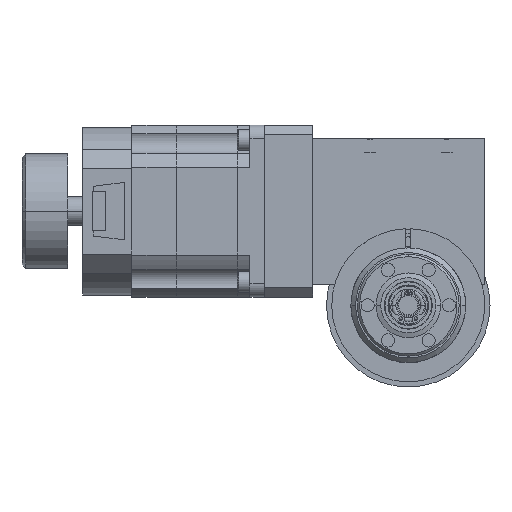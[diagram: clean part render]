
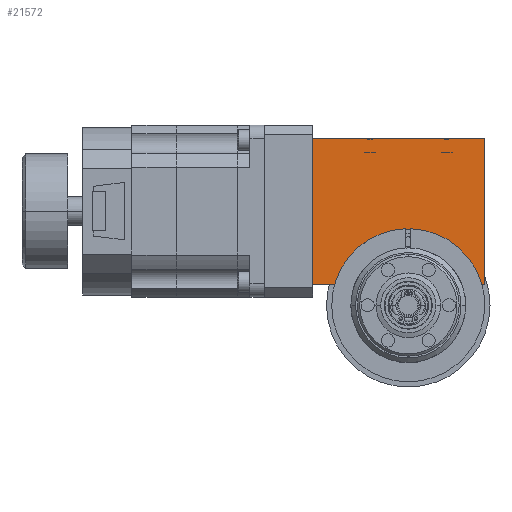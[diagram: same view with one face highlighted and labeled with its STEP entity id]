
A CAD part, front view. The second image highlights one B-rep face of the part: STEP entity #21572.
In plain terms, the highlighted planar face has unit normal (0, -1, 0).
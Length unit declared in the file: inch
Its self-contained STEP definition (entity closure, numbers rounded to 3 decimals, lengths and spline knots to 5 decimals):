
#372 = CARTESIAN_POINT ( 'NONE',  ( 0.95738, 4.677, 0.271 ) ) ;
#373 = DIRECTION ( 'NONE',  ( -1., 0., 0. ) ) ;
#4915 = AXIS2_PLACEMENT_3D ( 'NONE', #17591, #17624, #17625 ) ;
#5792 = ORIENTED_EDGE ( 'NONE', *, *, #8733, .F. ) ;
#5952 = ORIENTED_EDGE ( 'NONE', *, *, #7936, .F. ) ;
#6632 = CARTESIAN_POINT ( 'NONE',  ( 1., 4.677, 2.181 ) ) ;
#6634 = DIRECTION ( 'NONE',  ( 0., 0., -1. ) ) ;
#7299 = EDGE_CURVE ( 'NONE', #18343, #26866, #23936, .T. ) ;
#7358 = AXIS2_PLACEMENT_3D ( 'NONE', #28081, #12281, #12282 ) ;
#7497 = EDGE_CURVE ( 'NONE', #26966, #18343, #24024, .T. ) ;
#7936 = EDGE_CURVE ( 'NONE', #26791, #26798, #22390, .T. ) ;
#8033 = EDGE_CURVE ( 'NONE', #26866, #26791, #22457, .T. ) ;
#8733 = EDGE_CURVE ( 'NONE', #26798, #27328, #22839, .T. ) ;
#10214 = CARTESIAN_POINT ( 'NONE',  ( -1.25, 4.677, 2.181 ) ) ;
#10223 = CARTESIAN_POINT ( 'NONE',  ( 1., 4.677, 2.181 ) ) ;
#10290 = CARTESIAN_POINT ( 'NONE',  ( -1.25, 4.677, 0.271 ) ) ;
#10390 = CARTESIAN_POINT ( 'NONE',  ( 0.95738, 4.677, 0.271 ) ) ;
#10752 = CARTESIAN_POINT ( 'NONE',  ( 1., 4.677, 0.271 ) ) ;
#11868 = ORIENTED_EDGE ( 'NONE', *, *, #12249, .F. ) ;
#11889 = ORIENTED_EDGE ( 'NONE', *, *, #8033, .F. ) ;
#12249 = EDGE_CURVE ( 'NONE', #27328, #26966, #18784, .T. ) ;
#12281 = DIRECTION ( 'NONE',  ( 0., -1., 0. ) ) ;
#12282 = DIRECTION ( 'NONE',  ( 0., 0., 1. ) ) ;
#12367 = ORIENTED_EDGE ( 'NONE', *, *, #7497, .F. ) ;
#12378 = ORIENTED_EDGE ( 'NONE', *, *, #7299, .F. ) ;
#14206 = CARTESIAN_POINT ( 'NONE',  ( -1.25, 4.677, 2.181 ) ) ;
#14224 = DIRECTION ( 'NONE',  ( 1., 0., 0. ) ) ;
#14402 = CARTESIAN_POINT ( 'NONE',  ( -1.25, 4.677, 2.181 ) ) ;
#14468 = DIRECTION ( 'NONE',  ( 0., 0., 1. ) ) ;
#17591 = CARTESIAN_POINT ( 'NONE',  ( 0., 4.677, 0. ) ) ;
#17611 = PLANE ( 'NONE',  #4915 ) ;
#17624 = DIRECTION ( 'NONE',  ( 0., 1., 0. ) ) ;
#17625 = DIRECTION ( 'NONE',  ( 0., 0., 1. ) ) ;
#18343 = VERTEX_POINT ( 'NONE', #26426 ) ;
#18784 = LINE ( 'NONE', #372, #18787 ) ;
#18787 = VECTOR ( 'NONE', #373, 39.37008 ) ;
#21572 = ADVANCED_FACE ( 'NONE', ( #22330 ), #17611, .F. ) ;
#22330 = FACE_OUTER_BOUND ( 'NONE', #24817, .T. ) ;
#22385 = VECTOR ( 'NONE', #14224, 39.37008 ) ;
#22390 = LINE ( 'NONE', #14206, #22385 ) ;
#22452 = VECTOR ( 'NONE', #14468, 39.37008 ) ;
#22457 = LINE ( 'NONE', #14402, #22452 ) ;
#22839 = LINE ( 'NONE', #6632, #22853 ) ;
#22853 = VECTOR ( 'NONE', #6634, 39.37008 ) ;
#23929 = VECTOR ( 'NONE', #27789, 39.37008 ) ;
#23936 = LINE ( 'NONE', #27794, #23929 ) ;
#24024 = CIRCLE ( 'NONE', #7358, 0.995 ) ;
#24817 = EDGE_LOOP ( 'NONE', ( #11889, #12378, #12367, #11868, #5792, #5952 ) ) ;
#26426 = CARTESIAN_POINT ( 'NONE',  ( -0.95738, 4.677, 0.271 ) ) ;
#26791 = VERTEX_POINT ( 'NONE', #10214 ) ;
#26798 = VERTEX_POINT ( 'NONE', #10223 ) ;
#26866 = VERTEX_POINT ( 'NONE', #10290 ) ;
#26966 = VERTEX_POINT ( 'NONE', #10390 ) ;
#27328 = VERTEX_POINT ( 'NONE', #10752 ) ;
#27789 = DIRECTION ( 'NONE',  ( -1., 0., 0. ) ) ;
#27794 = CARTESIAN_POINT ( 'NONE',  ( -1.25, 4.677, 0.271 ) ) ;
#28081 = CARTESIAN_POINT ( 'NONE',  ( 0., 4.677, 0. ) ) ;
